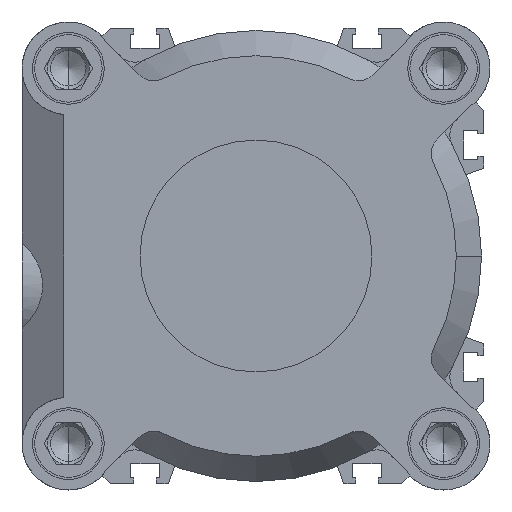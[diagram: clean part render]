
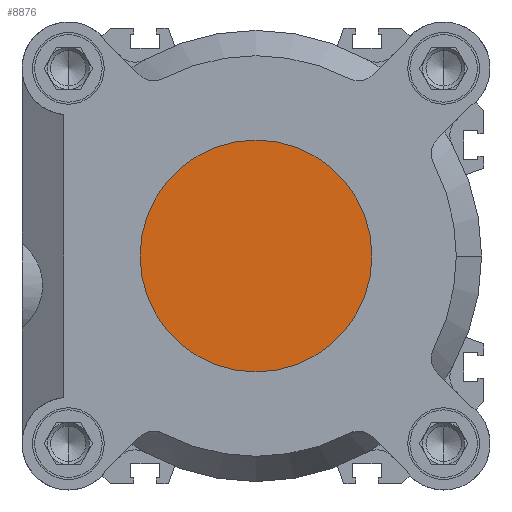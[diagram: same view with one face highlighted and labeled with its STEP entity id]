
A CAD part, left-side view. The second image highlights one B-rep face of the part: STEP entity #8876.
In plain terms, the highlighted face is planar.
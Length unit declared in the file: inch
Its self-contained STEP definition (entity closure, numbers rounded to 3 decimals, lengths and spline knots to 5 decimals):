
#50 = ORIENTED_EDGE ( 'NONE', *, *, #2131, .F. ) ;
#302 = CIRCLE ( 'NONE', #9330, 1.08268 ) ;
#910 = DIRECTION ( 'NONE',  ( -1., 0., 0. ) ) ;
#2131 = EDGE_CURVE ( 'NONE', #12330, #8978, #302, .T. ) ;
#2177 = CARTESIAN_POINT ( 'NONE',  ( 1.73228, 0., -1.08268 ) ) ;
#2631 = AXIS2_PLACEMENT_3D ( 'NONE', #14249, #910, #8646 ) ;
#3048 = ORIENTED_EDGE ( 'NONE', *, *, #3897, .F. ) ;
#3897 = EDGE_CURVE ( 'NONE', #8978, #12330, #8877, .T. ) ;
#4826 = DIRECTION ( 'NONE',  ( -1., 0., 0. ) ) ;
#6078 = DIRECTION ( 'NONE',  ( -1., 0., 0. ) ) ;
#7534 = PLANE ( 'NONE',  #2631 ) ;
#8608 = EDGE_LOOP ( 'NONE', ( #50, #3048 ) ) ;
#8646 = DIRECTION ( 'NONE',  ( 0., 0., 1. ) ) ;
#8876 = ADVANCED_FACE ( 'NONE', ( #10952 ), #7534, .F. ) ;
#8877 = CIRCLE ( 'NONE', #12653, 1.08268 ) ;
#8978 = VERTEX_POINT ( 'NONE', #2177 ) ;
#9330 = AXIS2_PLACEMENT_3D ( 'NONE', #11468, #4826, #12618 ) ;
#10952 = FACE_OUTER_BOUND ( 'NONE', #8608, .T. ) ;
#11468 = CARTESIAN_POINT ( 'NONE',  ( 1.73228, 0., 0. ) ) ;
#12330 = VERTEX_POINT ( 'NONE', #13101 ) ;
#12618 = DIRECTION ( 'NONE',  ( 0., 0., 1. ) ) ;
#12653 = AXIS2_PLACEMENT_3D ( 'NONE', #12759, #6078, #13897 ) ;
#12759 = CARTESIAN_POINT ( 'NONE',  ( 1.73228, 0., 0. ) ) ;
#13101 = CARTESIAN_POINT ( 'NONE',  ( 1.73228, 0., 1.08268 ) ) ;
#13897 = DIRECTION ( 'NONE',  ( 0., 0., 1. ) ) ;
#14249 = CARTESIAN_POINT ( 'NONE',  ( 1.73228, 1.08268, 0. ) ) ;
